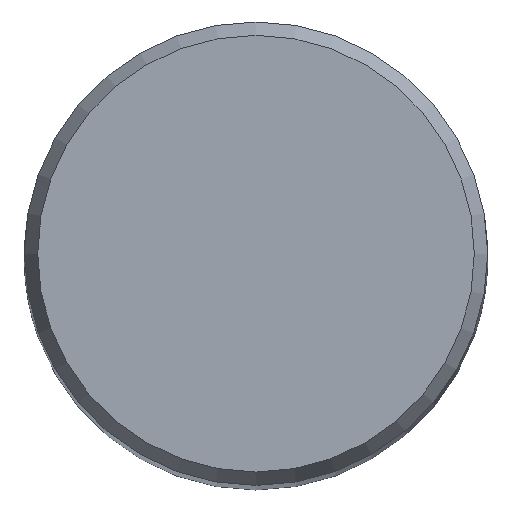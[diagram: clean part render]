
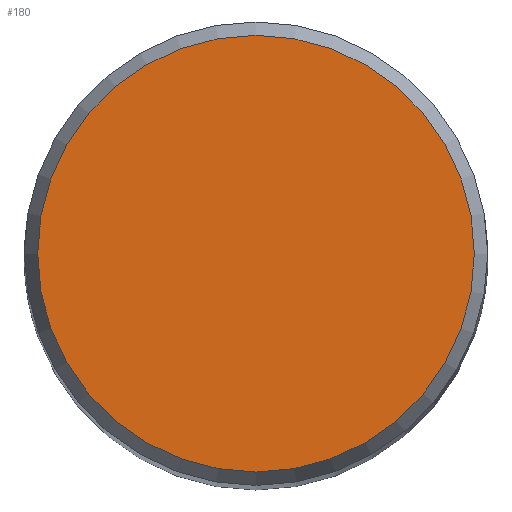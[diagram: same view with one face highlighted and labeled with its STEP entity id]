
A CAD part, top view. The second image highlights one B-rep face of the part: STEP entity #180.
In plain terms, the highlighted planar face has unit normal (0, 0, 1).
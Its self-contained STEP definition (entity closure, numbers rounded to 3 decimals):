
#180=ADVANCED_FACE('',(#274),#275,.T.);
#274=FACE_OUTER_BOUND('',#337,.T.);
#275=PLANE('',#338);
#337=EDGE_LOOP('',(#416));
#338=AXIS2_PLACEMENT_3D('',#417,#418,#419);
#416=ORIENTED_EDGE('',*,*,#452,.T.);
#417=CARTESIAN_POINT('',(0.0,0.0,230.0));
#418=DIRECTION('',(0.0,0.0,1.0));
#419=DIRECTION('',(1.0,0.0,0.0));
#452=EDGE_CURVE('',#493,#493,#494,.T.);
#493=VERTEX_POINT('',#865);
#494=CIRCLE('',#866,18.845);
#865=CARTESIAN_POINT('',(18.845,0.0,230.0));
#866=AXIS2_PLACEMENT_3D('',#897,#898,#899);
#897=CARTESIAN_POINT('',(0.0,0.0,230.0));
#898=DIRECTION('',(0.0,0.0,1.0));
#899=DIRECTION('',(1.0,0.0,0.0));
